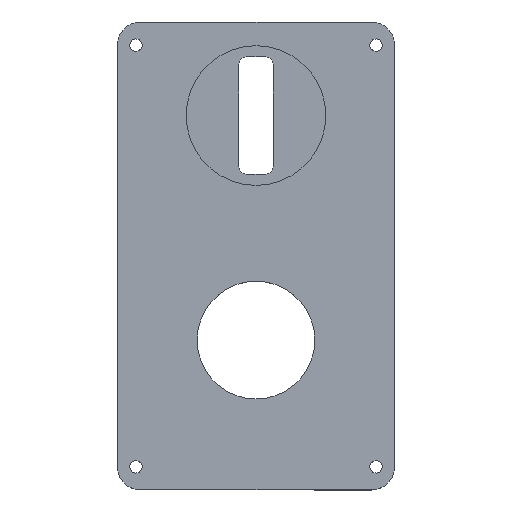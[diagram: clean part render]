
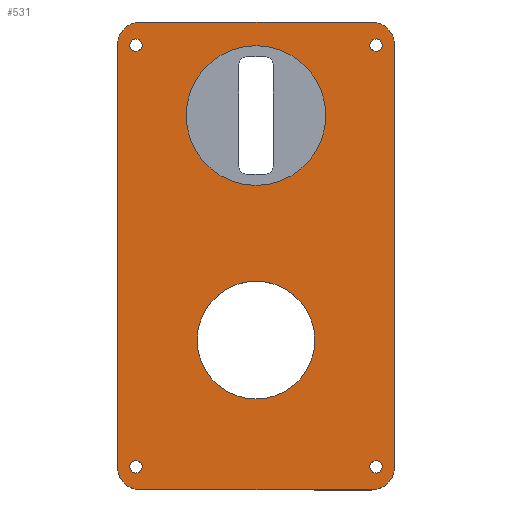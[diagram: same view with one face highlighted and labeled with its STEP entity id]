
A CAD part, top view. The second image highlights one B-rep face of the part: STEP entity #531.
In plain terms, the highlighted planar face has unit normal (0, 0, 1).
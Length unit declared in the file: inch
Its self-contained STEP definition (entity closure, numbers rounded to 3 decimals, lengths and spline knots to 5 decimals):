
#24=FACE_BOUND('',#132,.T.);
#25=FACE_BOUND('',#133,.T.);
#26=FACE_BOUND('',#134,.T.);
#27=FACE_BOUND('',#135,.T.);
#28=FACE_BOUND('',#136,.T.);
#29=FACE_BOUND('',#137,.T.);
#48=CIRCLE('',#591,0.06693);
#50=CIRCLE('',#594,0.06693);
#52=CIRCLE('',#597,0.06693);
#54=CIRCLE('',#600,0.06693);
#56=CIRCLE('',#603,0.25);
#57=CIRCLE('',#606,0.25);
#58=CIRCLE('',#607,0.25);
#59=CIRCLE('',#608,0.25);
#60=CIRCLE('',#609,0.6375);
#61=CIRCLE('',#610,0.75625);
#101=FACE_OUTER_BOUND('',#131,.T.);
#131=EDGE_LOOP('',(#424,#425,#426,#427,#428,#429,#430,#431));
#132=EDGE_LOOP('',(#432));
#133=EDGE_LOOP('',(#433));
#134=EDGE_LOOP('',(#434));
#135=EDGE_LOOP('',(#435));
#136=EDGE_LOOP('',(#436));
#137=EDGE_LOOP('',(#437));
#181=LINE('',#895,#221);
#184=LINE('',#901,#224);
#185=LINE('',#905,#225);
#186=LINE('',#909,#226);
#221=VECTOR('',#729,0.3937);
#224=VECTOR('',#734,0.3937);
#225=VECTOR('',#737,0.3937);
#226=VECTOR('',#740,0.3937);
#257=VERTEX_POINT('',#863);
#259=VERTEX_POINT('',#869);
#261=VERTEX_POINT('',#875);
#263=VERTEX_POINT('',#881);
#266=VERTEX_POINT('',#888);
#267=VERTEX_POINT('',#890);
#268=VERTEX_POINT('',#894);
#270=VERTEX_POINT('',#900);
#271=VERTEX_POINT('',#902);
#272=VERTEX_POINT('',#904);
#273=VERTEX_POINT('',#906);
#274=VERTEX_POINT('',#908);
#275=VERTEX_POINT('',#911);
#276=VERTEX_POINT('',#913);
#314=EDGE_CURVE('',#257,#257,#48,.T.);
#317=EDGE_CURVE('',#259,#259,#50,.T.);
#320=EDGE_CURVE('',#261,#261,#52,.T.);
#323=EDGE_CURVE('',#263,#263,#54,.T.);
#326=EDGE_CURVE('',#266,#267,#56,.T.);
#328=EDGE_CURVE('',#268,#267,#181,.T.);
#331=EDGE_CURVE('',#270,#266,#184,.T.);
#332=EDGE_CURVE('',#271,#270,#57,.T.);
#333=EDGE_CURVE('',#272,#271,#185,.T.);
#334=EDGE_CURVE('',#273,#272,#58,.T.);
#335=EDGE_CURVE('',#273,#274,#186,.T.);
#336=EDGE_CURVE('',#268,#274,#59,.T.);
#337=EDGE_CURVE('',#275,#275,#60,.T.);
#338=EDGE_CURVE('',#276,#276,#61,.T.);
#424=ORIENTED_EDGE('',*,*,#326,.F.);
#425=ORIENTED_EDGE('',*,*,#331,.F.);
#426=ORIENTED_EDGE('',*,*,#332,.F.);
#427=ORIENTED_EDGE('',*,*,#333,.F.);
#428=ORIENTED_EDGE('',*,*,#334,.F.);
#429=ORIENTED_EDGE('',*,*,#335,.T.);
#430=ORIENTED_EDGE('',*,*,#336,.F.);
#431=ORIENTED_EDGE('',*,*,#328,.T.);
#432=ORIENTED_EDGE('',*,*,#314,.T.);
#433=ORIENTED_EDGE('',*,*,#317,.T.);
#434=ORIENTED_EDGE('',*,*,#320,.T.);
#435=ORIENTED_EDGE('',*,*,#323,.T.);
#436=ORIENTED_EDGE('',*,*,#337,.T.);
#437=ORIENTED_EDGE('',*,*,#338,.T.);
#509=PLANE('',#605);
#531=ADVANCED_FACE('',(#101,#24,#25,#26,#27,#28,#29),#509,.T.);
#591=AXIS2_PLACEMENT_3D('',#865,#696,#697);
#594=AXIS2_PLACEMENT_3D('',#871,#703,#704);
#597=AXIS2_PLACEMENT_3D('',#877,#710,#711);
#600=AXIS2_PLACEMENT_3D('',#883,#717,#718);
#603=AXIS2_PLACEMENT_3D('',#891,#724,#725);
#605=AXIS2_PLACEMENT_3D('',#899,#732,#733);
#606=AXIS2_PLACEMENT_3D('',#903,#735,#736);
#607=AXIS2_PLACEMENT_3D('',#907,#738,#739);
#608=AXIS2_PLACEMENT_3D('',#910,#741,#742);
#609=AXIS2_PLACEMENT_3D('',#912,#743,#744);
#610=AXIS2_PLACEMENT_3D('',#914,#745,#746);
#696=DIRECTION('center_axis',(0.,0.,-1.));
#697=DIRECTION('ref_axis',(-1.,0.,0.));
#703=DIRECTION('center_axis',(0.,0.,-1.));
#704=DIRECTION('ref_axis',(-1.,0.,0.));
#710=DIRECTION('center_axis',(0.,0.,-1.));
#711=DIRECTION('ref_axis',(-1.,0.,0.));
#717=DIRECTION('center_axis',(0.,0.,-1.));
#718=DIRECTION('ref_axis',(-1.,0.,0.));
#724=DIRECTION('center_axis',(0.,0.,-1.));
#725=DIRECTION('ref_axis',(-0.707,-0.707,0.));
#729=DIRECTION('',(0.,-1.,0.));
#732=DIRECTION('center_axis',(0.,0.,1.));
#733=DIRECTION('ref_axis',(1.,0.,0.));
#734=DIRECTION('',(-1.,0.,0.));
#735=DIRECTION('center_axis',(0.,0.,-1.));
#736=DIRECTION('ref_axis',(0.707,-0.707,0.));
#737=DIRECTION('',(0.,-1.,0.));
#738=DIRECTION('center_axis',(0.,0.,-1.));
#739=DIRECTION('ref_axis',(0.707,0.707,0.));
#740=DIRECTION('',(-1.,0.,0.));
#741=DIRECTION('center_axis',(0.,0.,-1.));
#742=DIRECTION('ref_axis',(-0.707,0.707,0.));
#743=DIRECTION('center_axis',(0.,0.,-1.));
#744=DIRECTION('ref_axis',(-1.,0.,0.));
#745=DIRECTION('center_axis',(0.,0.,-1.));
#746=DIRECTION('ref_axis',(1.,0.,0.));
#863=CARTESIAN_POINT('',(1.36693,2.25,0.5));
#865=CARTESIAN_POINT('Origin',(1.3,2.25,0.5));
#869=CARTESIAN_POINT('',(1.36693,-2.31563,0.5));
#871=CARTESIAN_POINT('Origin',(1.3,-2.31563,0.5));
#875=CARTESIAN_POINT('',(-1.23307,-2.31563,0.5));
#877=CARTESIAN_POINT('Origin',(-1.3,-2.31563,0.5));
#881=CARTESIAN_POINT('',(-1.23307,2.25,0.5));
#883=CARTESIAN_POINT('Origin',(-1.3,2.25,0.5));
#888=CARTESIAN_POINT('',(-1.25,-2.56563,0.5));
#890=CARTESIAN_POINT('',(-1.5,-2.31563,0.5));
#891=CARTESIAN_POINT('Origin',(-1.25,-2.31563,0.5));
#894=CARTESIAN_POINT('',(-1.5,2.25,0.5));
#895=CARTESIAN_POINT('',(-1.5,2.5,0.5));
#899=CARTESIAN_POINT('Origin',(0.,0.,
0.5));
#900=CARTESIAN_POINT('',(1.25,-2.56563,0.5));
#901=CARTESIAN_POINT('',(-0.75,-2.56563,0.5));
#902=CARTESIAN_POINT('',(1.5,-2.31563,0.5));
#903=CARTESIAN_POINT('Origin',(1.25,-2.31563,0.5));
#904=CARTESIAN_POINT('',(1.5,2.25,0.5));
#905=CARTESIAN_POINT('',(1.5,-2.5,0.5));
#906=CARTESIAN_POINT('',(1.25,2.5,0.5));
#907=CARTESIAN_POINT('Origin',(1.25,2.25,0.5));
#908=CARTESIAN_POINT('',(-1.25,2.5,0.5));
#909=CARTESIAN_POINT('',(1.5,2.5,0.5));
#910=CARTESIAN_POINT('Origin',(-1.25,2.25,0.5));
#911=CARTESIAN_POINT('',(0.6375,-0.94375,0.5));
#912=CARTESIAN_POINT('Origin',(0.,-0.94375,0.5));
#913=CARTESIAN_POINT('',(-0.75625,1.4875,0.5));
#914=CARTESIAN_POINT('Origin',(0.,1.4875,0.5));
